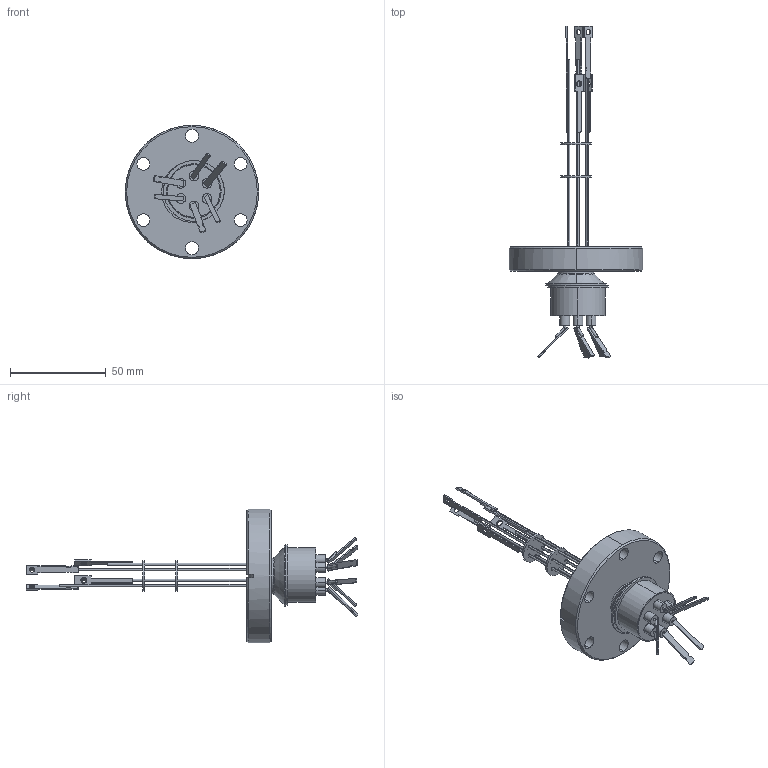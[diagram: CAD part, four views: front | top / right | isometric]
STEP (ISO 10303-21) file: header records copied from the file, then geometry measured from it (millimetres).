
FILE_DESCRIPTION (( 'STEP AP203' ), '1' );
FILE_NAME ('A5775-3-CF.STEP', '2011-11-17T18:10:21', ( '' ), ( '' ), 'SwSTEP 2.0', 'SolidWorks 2011', '' );
FILE_SCHEMA (( 'CONFIG_CONTROL_DESIGN' ));
Length unit declared in the file: inch
Products named in the file (1): A5775-3-CF
Bounding box: 69.85 x 173.67 x 69.85 mm (x, y, z)
Volume: 47836 mm3; surface area: 25382 mm2
Topology: 1 solids, 1 shells, 495 faces, 1323 edges, 871 vertices
Faces by surface type: cylinder 248, plane 183, bspline 40, cone 24
Entity records: 17697 total; most frequent: CARTESIAN_POINT 4896, DIRECTION 2742, ORIENTED_EDGE 2646, EDGE_CURVE 1323, AXIS2_PLACEMENT_3D 1069, VERTEX_POINT 871, EDGE_LOOP 624, CIRCLE 613
